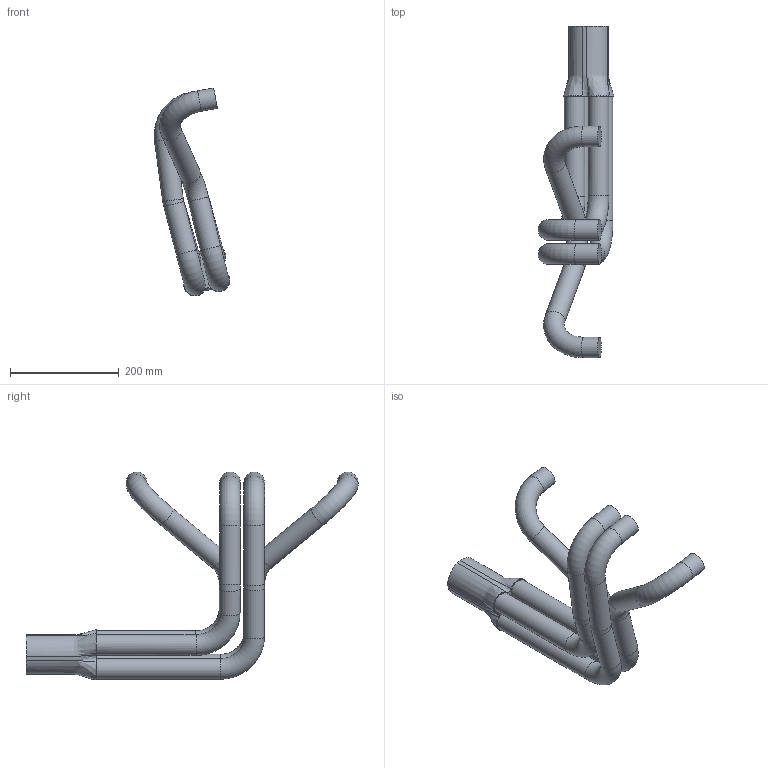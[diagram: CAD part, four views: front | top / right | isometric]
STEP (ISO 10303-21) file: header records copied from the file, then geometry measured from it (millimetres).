
FILE_DESCRIPTION(('Open CASCADE Model'),'2;1');
FILE_NAME('Open CASCADE Shape Model','2022-08-12T23:33:34',('Author'),( 'Open CASCADE'),'Open CASCADE STEP processor 7.5','Open CASCADE 7.5' ,'Unknown');
FILE_SCHEMA(('AUTOMOTIVE_DESIGN { 1 0 10303 214 1 1 1 1 }'));
Length unit declared in the file: metre
Products named in the file (1): Open CASCADE STEP translator 7.5 1
Bounding box: 139.55 x 611.86 x 383.26 mm (x, y, z)
Surface area: 360358.8 mm2 (no closed solid volume)
Topology: 0 solids, 5 shells, 46 faces, 113 edges, 68 vertices
Faces by surface type: cylinder 20, torus 12, bspline 8, plane 6
Full cylindrical faces by diameter (mm): 38.075 x20
Entity records: 7063 total; most frequent: CARTESIAN_POINT 5141, DIRECTION 281, ORIENTED_EDGE 216, PCURVE 212, DEFINITIONAL_REPRESENTATION 212, B_SPLINE_CURVE_WITH_KNOTS 138, LINE 127, VECTOR 127
